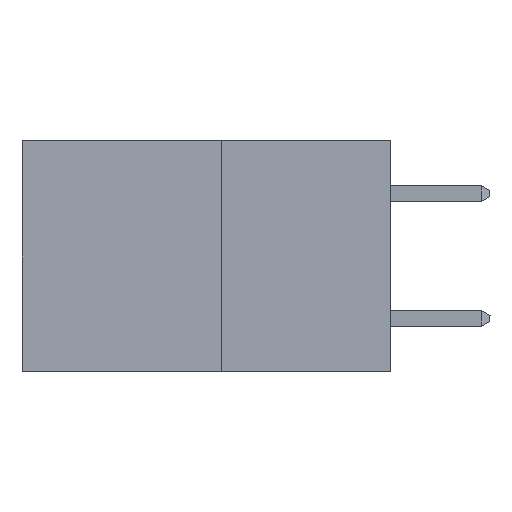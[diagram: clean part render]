
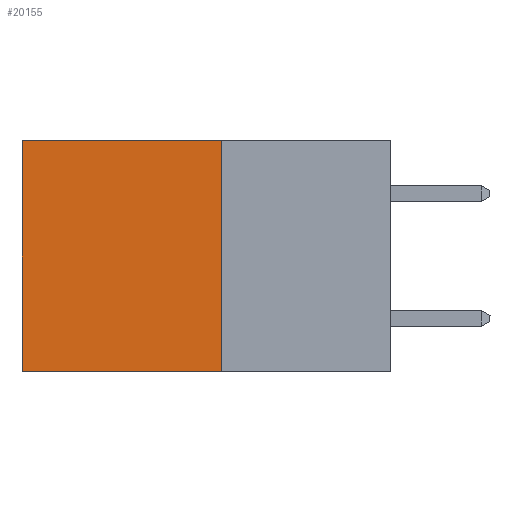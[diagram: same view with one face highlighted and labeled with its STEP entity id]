
A CAD part, left-side view. The second image highlights one B-rep face of the part: STEP entity #20155.
In plain terms, the highlighted planar face has unit normal (-1, 0, 0).
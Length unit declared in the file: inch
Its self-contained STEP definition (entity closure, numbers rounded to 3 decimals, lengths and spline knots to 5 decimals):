
#364 = EDGE_CURVE ( 'NONE', #4744, #24528, #20165, .T. ) ;
#1691 = CARTESIAN_POINT ( 'NONE',  ( 0.277, 0.27, 0. ) ) ;
#1874 = DIRECTION ( 'NONE',  ( 0., 1., 0. ) ) ;
#2037 = AXIS2_PLACEMENT_3D ( 'NONE', #5080, #33705, #18247 ) ;
#2955 = CARTESIAN_POINT ( 'NONE',  ( 0.277, 0.27, -0.37 ) ) ;
#3554 = EDGE_CURVE ( 'NONE', #10466, #20131, #32857, .T. ) ;
#4744 = VERTEX_POINT ( 'NONE', #1691 ) ;
#5080 = CARTESIAN_POINT ( 'NONE',  ( 0.277, 0.27, -0.37 ) ) ;
#6788 = CARTESIAN_POINT ( 'NONE',  ( 0.277, 0.27, -0.37 ) ) ;
#7085 = VECTOR ( 'NONE', #23871, 39.37008 ) ;
#8705 = LINE ( 'NONE', #30259, #16455 ) ;
#10247 = DIRECTION ( 'NONE',  ( 0., 1., 0. ) ) ;
#10466 = VERTEX_POINT ( 'NONE', #6788 ) ;
#10827 = ORIENTED_EDGE ( 'NONE', *, *, #17128, .T. ) ;
#11103 = CARTESIAN_POINT ( 'NONE',  ( 0.277, 0.27, 0. ) ) ;
#12273 = DIRECTION ( 'NONE',  ( 0., 0., -1. ) ) ;
#12334 = VECTOR ( 'NONE', #1874, 39.37008 ) ;
#15578 = CARTESIAN_POINT ( 'NONE',  ( 0.277, 0.59, -0.37 ) ) ;
#16455 = VECTOR ( 'NONE', #12273, 39.37008 ) ;
#17128 = EDGE_CURVE ( 'NONE', #24528, #20131, #8705, .T. ) ;
#18247 = DIRECTION ( 'NONE',  ( 0., 0., -1. ) ) ;
#18253 = ORIENTED_EDGE ( 'NONE', *, *, #364, .T. ) ;
#20131 = VERTEX_POINT ( 'NONE', #15578 ) ;
#20155 = ADVANCED_FACE ( 'NONE', ( #27103 ), #31119, .F. ) ;
#20165 = LINE ( 'NONE', #11103, #26199 ) ;
#20262 = CARTESIAN_POINT ( 'NONE',  ( 0.277, 0.27, -0.37 ) ) ;
#21870 = EDGE_CURVE ( 'NONE', #4744, #10466, #27783, .T. ) ;
#23356 = ORIENTED_EDGE ( 'NONE', *, *, #21870, .F. ) ;
#23871 = DIRECTION ( 'NONE',  ( 0., 0., -1. ) ) ;
#24528 = VERTEX_POINT ( 'NONE', #25479 ) ;
#25479 = CARTESIAN_POINT ( 'NONE',  ( 0.277, 0.59, 0. ) ) ;
#26199 = VECTOR ( 'NONE', #10247, 39.37008 ) ;
#27103 = FACE_OUTER_BOUND ( 'NONE', #32497, .T. ) ;
#27783 = LINE ( 'NONE', #2955, #7085 ) ;
#30259 = CARTESIAN_POINT ( 'NONE',  ( 0.277, 0.59, -0.37 ) ) ;
#31119 = PLANE ( 'NONE',  #2037 ) ;
#32497 = EDGE_LOOP ( 'NONE', ( #10827, #33245, #23356, #18253 ) ) ;
#32857 = LINE ( 'NONE', #20262, #12334 ) ;
#33245 = ORIENTED_EDGE ( 'NONE', *, *, #3554, .F. ) ;
#33705 = DIRECTION ( 'NONE',  ( 1., 0., 0. ) ) ;
